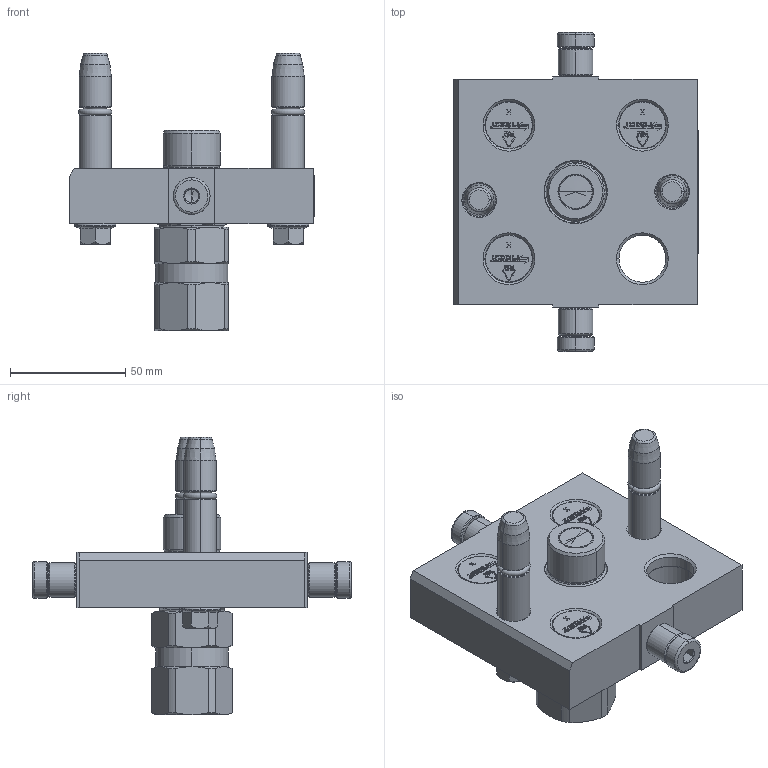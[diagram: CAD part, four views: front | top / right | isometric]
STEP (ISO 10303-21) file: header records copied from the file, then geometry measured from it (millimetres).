
FILE_DESCRIPTION (( 'STEP AP214' ), '1' );
FILE_NAME ('FASTER.step', '2024-10-08T12:49:19', ( '' ), ( '' ), 'SwSTEP 2.0', 'SolidWorks 2017', '' );
FILE_SCHEMA (( 'AUTOMOTIVE_DESIGN' ));
Length unit declared in the file: millimetre
Products named in the file (11): FASTER; TAPPO_38; 1540_080_0008_000; 4830_013_3000_030; or2_62x9_19_m; 2ffnp12-18g_m; et002; 4830_010_0000_011; 4830_028_1000_011; 4830_021_0000_000; P506-1_M_BASE
Assembly tree (17 placements, depth 3):
  FASTER
    P506-1_M_BASE
      4830_010_0000_011
      4830_021_0000_000  x2
      1540_080_0008_000  x2
      4830_013_3000_030  x2
      4830_028_1000_011  x2
      or2_62x9_19_m  x2
    TAPPO_38  x3
    2ffnp12-18g_m
    et002
Bounding box: 106.3 x 138.6 x 120.5 mm (x, y, z)
Volume: 54999.3 mm3; surface area: 92280.6 mm2
Topology: 11 solids, 27 shells, 2559 faces, 6652 edges, 4232 vertices
Faces by surface type: plane 1539, cylinder 521, cone 254, torus 213, sphere 18, bspline 14
Entity records: 58635 total; most frequent: CARTESIAN_POINT 12240, ORIENTED_EDGE 8150, DIRECTION 7860, EDGE_CURVE 4090, VECTOR 3012, LINE 3012, VERTEX_POINT 2618, AXIS2_PLACEMENT_3D 2424
